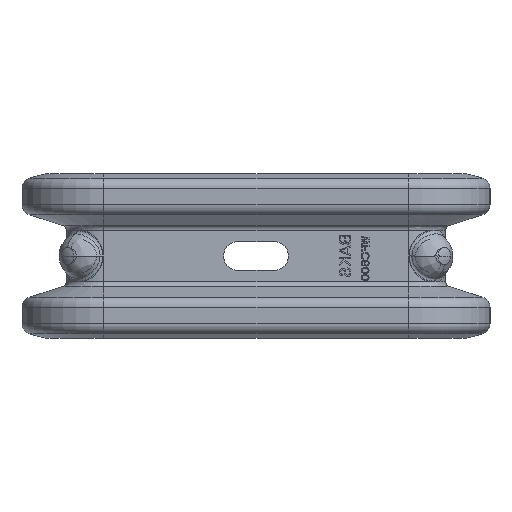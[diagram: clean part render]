
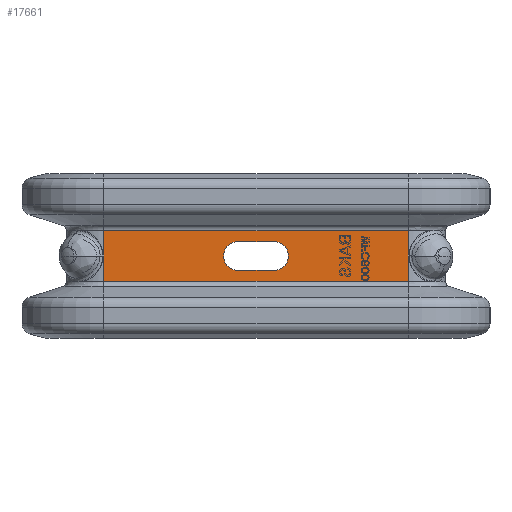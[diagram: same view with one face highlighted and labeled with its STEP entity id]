
A CAD part, left-side view. The second image highlights one B-rep face of the part: STEP entity #17661.
In plain terms, the highlighted planar face has unit normal (-1, 0, 0).
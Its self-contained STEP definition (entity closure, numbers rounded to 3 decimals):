
#572=DIRECTION('',(0.,1.,0.));
#573=VECTOR('',#572,117.);
#574=CARTESIAN_POINT('',(-657.,31.5,9.8));
#575=LINE('',#574,#573);
#4355=DIRECTION('',(0.,0.,1.));
#4356=VECTOR('',#4355,19.6);
#4357=CARTESIAN_POINT('',(-657.,148.5,-9.8));
#4358=LINE('',#4357,#4356);
#4694=DIRECTION('',(0.,0.,1.));
#4695=VECTOR('',#4694,19.6);
#4696=CARTESIAN_POINT('',(-657.,31.5,-9.8));
#4697=LINE('',#4696,#4695);
#4698=DIRECTION('',(0.,1.,0.));
#4699=VECTOR('',#4698,117.);
#4700=CARTESIAN_POINT('',(-657.,31.5,-9.8));
#4701=LINE('',#4700,#4699);
#4702=DIRECTION('',(0.,1.,0.));
#4703=VECTOR('',#4702,14.);
#4704=CARTESIAN_POINT('',(-657.,83.,5.5));
#4705=LINE('',#4704,#4703);
#4706=CARTESIAN_POINT('',(-657.,97.,0.));
#4707=DIRECTION('',(1.,0.,0.));
#4708=DIRECTION('',(0.,0.,-1.));
#4709=AXIS2_PLACEMENT_3D('',#4706,#4707,#4708);
#4711=DIRECTION('',(0.,-1.,0.));
#4712=VECTOR('',#4711,14.);
#4713=CARTESIAN_POINT('',(-657.,97.,-5.5));
#4714=LINE('',#4713,#4712);
#4715=CARTESIAN_POINT('',(-657.,83.,0.));
#4716=DIRECTION('',(1.,0.,0.));
#4717=DIRECTION('',(0.,0.,1.));
#4718=AXIS2_PLACEMENT_3D('',#4715,#4716,#4717);
#10381=CARTESIAN_POINT('',(-657.,31.5,-9.8));
#10382=VERTEX_POINT('',#10381);
#10383=CARTESIAN_POINT('',(-657.,31.5,9.8));
#10384=VERTEX_POINT('',#10383);
#10409=CARTESIAN_POINT('',(-657.,148.5,-9.8));
#10410=VERTEX_POINT('',#10409);
#10411=CARTESIAN_POINT('',(-657.,148.5,9.8));
#10412=VERTEX_POINT('',#10411);
#10637=CARTESIAN_POINT('',(-657.,83.,5.5));
#10638=CARTESIAN_POINT('',(-657.,97.,5.5));
#10639=VERTEX_POINT('',#10637);
#10640=VERTEX_POINT('',#10638);
#10641=CARTESIAN_POINT('',(-657.,97.,-5.5));
#10642=VERTEX_POINT('',#10641);
#10643=CARTESIAN_POINT('',(-657.,83.,-5.5));
#10644=VERTEX_POINT('',#10643);
#17639=CARTESIAN_POINT('',(-657.,31.5,-9.8));
#17640=DIRECTION('',(-1.,0.,0.));
#17641=DIRECTION('',(0.,0.,1.));
#17642=AXIS2_PLACEMENT_3D('',#17639,#17640,#17641);
#17643=PLANE('',#17642);
#17644=ORIENTED_EDGE('',*,*,#13875,.F.);
#17646=ORIENTED_EDGE('',*,*,#17645,.T.);
#17647=ORIENTED_EDGE('',*,*,#17335,.T.);
#17648=ORIENTED_EDGE('',*,*,#13842,.F.);
#17649=EDGE_LOOP('',(#17644,#17646,#17647,#17648));
#17650=FACE_OUTER_BOUND('',#17649,.F.);
#17652=ORIENTED_EDGE('',*,*,#17651,.T.);
#17654=ORIENTED_EDGE('',*,*,#17653,.F.);
#17656=ORIENTED_EDGE('',*,*,#17655,.T.);
#17658=ORIENTED_EDGE('',*,*,#17657,.F.);
#17659=EDGE_LOOP('',(#17652,#17654,#17656,#17658));
#17660=FACE_BOUND('',#17659,.F.);
#17661=ADVANCED_FACE('',(#17650,#17660),#17643,.T.);
#4710=CIRCLE('',#4709,5.5);
#4719=CIRCLE('',#4718,5.5);
#13842=EDGE_CURVE('',#10384,#10412,#575,.T.);
#13875=EDGE_CURVE('',#10382,#10384,#4697,.T.);
#17335=EDGE_CURVE('',#10410,#10412,#4358,.T.);
#17645=EDGE_CURVE('',#10382,#10410,#4701,.T.);
#17651=EDGE_CURVE('',#10639,#10640,#4705,.T.);
#17653=EDGE_CURVE('',#10642,#10640,#4710,.T.);
#17655=EDGE_CURVE('',#10642,#10644,#4714,.T.);
#17657=EDGE_CURVE('',#10639,#10644,#4719,.T.);
